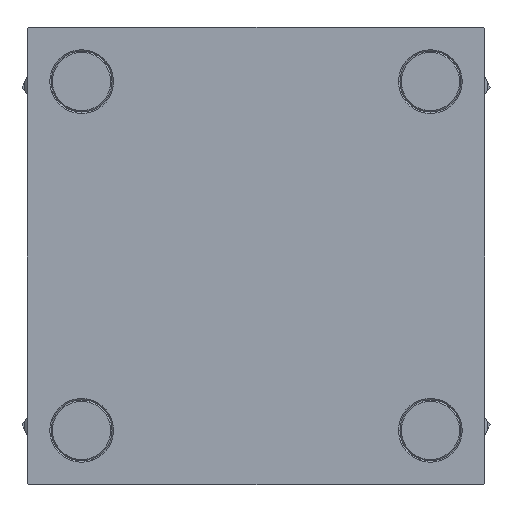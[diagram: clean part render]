
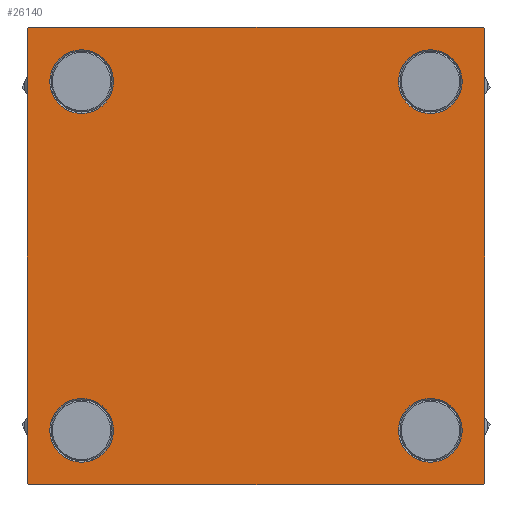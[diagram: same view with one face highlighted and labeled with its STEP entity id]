
A CAD part, left-side view. The second image highlights one B-rep face of the part: STEP entity #26140.
In plain terms, the highlighted planar face has unit normal (-1, 0, 0).
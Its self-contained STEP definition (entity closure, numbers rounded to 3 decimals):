
#97 = DIRECTION ( 'NONE',  ( 0., 0., -1. ) ) ;
#349 = CARTESIAN_POINT ( 'NONE',  ( 0., -82., -82.5 ) ) ;
#476 = ORIENTED_EDGE ( 'NONE', *, *, #9735, .T. ) ;
#566 = DIRECTION ( 'NONE',  ( 1., 0., 0. ) ) ;
#629 = CARTESIAN_POINT ( 'NONE',  ( 0., -62.95, -74.45 ) ) ;
#919 = ORIENTED_EDGE ( 'NONE', *, *, #24801, .F. ) ;
#1700 = DIRECTION ( 'NONE',  ( 0., -1., 0. ) ) ;
#2264 = CARTESIAN_POINT ( 'NONE',  ( 0., 62.95, 62.95 ) ) ;
#2293 = ORIENTED_EDGE ( 'NONE', *, *, #3855, .T. ) ;
#2437 = DIRECTION ( 'NONE',  ( 0., 0., 1. ) ) ;
#2832 = VECTOR ( 'NONE', #37510, 1000. ) ;
#3002 = CARTESIAN_POINT ( 'NONE',  ( 0., -82., 82.5 ) ) ;
#3311 = ORIENTED_EDGE ( 'NONE', *, *, #5613, .T. ) ;
#3497 = CARTESIAN_POINT ( 'NONE',  ( 0., 62.95, 51.45 ) ) ;
#3563 = VERTEX_POINT ( 'NONE', #42881 ) ;
#3855 = EDGE_CURVE ( 'NONE', #15280, #47741, #16264, .T. ) ;
#4006 = ORIENTED_EDGE ( 'NONE', *, *, #6850, .T. ) ;
#4088 = CARTESIAN_POINT ( 'NONE',  ( 0., 82.5, -82. ) ) ;
#4379 = CARTESIAN_POINT ( 'NONE',  ( 0., 82.25, -82.25 ) ) ;
#4888 = DIRECTION ( 'NONE',  ( 0., -0.707, -0.707 ) ) ;
#5060 = DIRECTION ( 'NONE',  ( 0., -0.707, 0.707 ) ) ;
#5487 = CARTESIAN_POINT ( 'NONE',  ( 0., -82.5, 82. ) ) ;
#5569 = VERTEX_POINT ( 'NONE', #50205 ) ;
#5613 = EDGE_CURVE ( 'NONE', #3563, #18370, #12688, .T. ) ;
#5791 = CARTESIAN_POINT ( 'NONE',  ( 0., -82.25, 82.25 ) ) ;
#5804 = CARTESIAN_POINT ( 'NONE',  ( 0., 82.5, 82.5 ) ) ;
#6018 = DIRECTION ( 'NONE',  ( 0., 0., -1. ) ) ;
#6289 = ORIENTED_EDGE ( 'NONE', *, *, #39654, .T. ) ;
#6385 = DIRECTION ( 'NONE',  ( 0., 0., 1. ) ) ;
#6549 = LINE ( 'NONE', #5791, #27192 ) ;
#6850 = EDGE_CURVE ( 'NONE', #23772, #11361, #11446, .T. ) ;
#7166 = VERTEX_POINT ( 'NONE', #19045 ) ;
#7961 = CIRCLE ( 'NONE', #17774, 11.5 ) ;
#8219 = DIRECTION ( 'NONE',  ( 0., 0., 1. ) ) ;
#8418 = VECTOR ( 'NONE', #5060, 1000. ) ;
#8622 = DIRECTION ( 'NONE',  ( 0., 0., 1. ) ) ;
#9124 = DIRECTION ( 'NONE',  ( 1., 0., 0. ) ) ;
#9132 = VERTEX_POINT ( 'NONE', #18376 ) ;
#9394 = VERTEX_POINT ( 'NONE', #3497 ) ;
#9453 = CIRCLE ( 'NONE', #41236, 11.5 ) ;
#9735 = EDGE_CURVE ( 'NONE', #36036, #3563, #47233, .T. ) ;
#10322 = CIRCLE ( 'NONE', #33959, 11.5 ) ;
#10346 = FACE_BOUND ( 'NONE', #19846, .T. ) ;
#10461 = ORIENTED_EDGE ( 'NONE', *, *, #18939, .T. ) ;
#10593 = FACE_BOUND ( 'NONE', #36153, .T. ) ;
#10867 = CIRCLE ( 'NONE', #32049, 11.5 ) ;
#11361 = VERTEX_POINT ( 'NONE', #629 ) ;
#11446 = CIRCLE ( 'NONE', #45634, 11.5 ) ;
#11736 = EDGE_CURVE ( 'NONE', #20305, #9394, #41735, .T. ) ;
#12688 = LINE ( 'NONE', #47623, #30135 ) ;
#12914 = DIRECTION ( 'NONE',  ( 1., 0., 0. ) ) ;
#13236 = AXIS2_PLACEMENT_3D ( 'NONE', #43153, #566, #8219 ) ;
#14007 = DIRECTION ( 'NONE',  ( 1., 0., 0. ) ) ;
#14213 = DIRECTION ( 'NONE',  ( 0., -1., 0. ) ) ;
#14431 = FACE_OUTER_BOUND ( 'NONE', #36795, .T. ) ;
#15280 = VERTEX_POINT ( 'NONE', #15900 ) ;
#15900 = CARTESIAN_POINT ( 'NONE',  ( 0., 62.95, -74.45 ) ) ;
#16264 = CIRCLE ( 'NONE', #26027, 11.5 ) ;
#17535 = EDGE_LOOP ( 'NONE', ( #32741, #22151 ) ) ;
#17774 = AXIS2_PLACEMENT_3D ( 'NONE', #22978, #33967, #49774 ) ;
#18114 = ORIENTED_EDGE ( 'NONE', *, *, #18274, .T. ) ;
#18228 = EDGE_CURVE ( 'NONE', #5569, #36036, #42943, .T. ) ;
#18274 = EDGE_CURVE ( 'NONE', #47741, #15280, #10867, .T. ) ;
#18366 = AXIS2_PLACEMENT_3D ( 'NONE', #2264, #14007, #28541 ) ;
#18370 = VERTEX_POINT ( 'NONE', #349 ) ;
#18376 = CARTESIAN_POINT ( 'NONE',  ( 0., -62.95, 74.45 ) ) ;
#18885 = VECTOR ( 'NONE', #4888, 1000. ) ;
#18939 = EDGE_CURVE ( 'NONE', #18370, #34683, #39486, .T. ) ;
#19045 = CARTESIAN_POINT ( 'NONE',  ( 0., 82., 82.5 ) ) ;
#19209 = CARTESIAN_POINT ( 'NONE',  ( 0., 62.95, 74.45 ) ) ;
#19781 = EDGE_CURVE ( 'NONE', #23088, #38442, #6549, .T. ) ;
#19846 = EDGE_LOOP ( 'NONE', ( #18114, #2293 ) ) ;
#20305 = VERTEX_POINT ( 'NONE', #19209 ) ;
#21359 = ORIENTED_EDGE ( 'NONE', *, *, #37409, .F. ) ;
#22074 = FACE_BOUND ( 'NONE', #46891, .T. ) ;
#22151 = ORIENTED_EDGE ( 'NONE', *, *, #22466, .T. ) ;
#22466 = EDGE_CURVE ( 'NONE', #9394, #20305, #37067, .T. ) ;
#22576 = DIRECTION ( 'NONE',  ( 1., 0., 0. ) ) ;
#22978 = CARTESIAN_POINT ( 'NONE',  ( 0., -62.95, 62.95 ) ) ;
#23088 = VERTEX_POINT ( 'NONE', #5487 ) ;
#23772 = VERTEX_POINT ( 'NONE', #48462 ) ;
#24801 = EDGE_CURVE ( 'NONE', #7166, #38442, #48914, .T. ) ;
#26025 = CARTESIAN_POINT ( 'NONE',  ( 0., 62.95, -51.45 ) ) ;
#26027 = AXIS2_PLACEMENT_3D ( 'NONE', #48632, #29728, #2437 ) ;
#26034 = EDGE_CURVE ( 'NONE', #39301, #9132, #10322, .T. ) ;
#26140 = ADVANCED_FACE ( 'NONE', ( #10593, #22074, #10346, #33313, #14431 ), #40940, .T. ) ;
#26149 = CARTESIAN_POINT ( 'NONE',  ( 0., 0., 0. ) ) ;
#27192 = VECTOR ( 'NONE', #40965, 1000. ) ;
#28510 = CARTESIAN_POINT ( 'NONE',  ( 0., -62.95, -62.95 ) ) ;
#28541 = DIRECTION ( 'NONE',  ( 0., 0., 1. ) ) ;
#29115 = LINE ( 'NONE', #40575, #2832 ) ;
#29728 = DIRECTION ( 'NONE',  ( 1., 0., 0. ) ) ;
#29858 = ORIENTED_EDGE ( 'NONE', *, *, #50413, .T. ) ;
#30135 = VECTOR ( 'NONE', #1700, 1000. ) ;
#30329 = DIRECTION ( 'NONE',  ( 1., 0., 0. ) ) ;
#30408 = VECTOR ( 'NONE', #97, 1000. ) ;
#31665 = ORIENTED_EDGE ( 'NONE', *, *, #46641, .T. ) ;
#32035 = DIRECTION ( 'NONE',  ( 0., 0., 1. ) ) ;
#32049 = AXIS2_PLACEMENT_3D ( 'NONE', #38364, #22576, #38123 ) ;
#32741 = ORIENTED_EDGE ( 'NONE', *, *, #11736, .T. ) ;
#33313 = FACE_BOUND ( 'NONE', #17535, .T. ) ;
#33559 = DIRECTION ( 'NONE',  ( -1., 0., 0. ) ) ;
#33880 = ORIENTED_EDGE ( 'NONE', *, *, #19781, .T. ) ;
#33959 = AXIS2_PLACEMENT_3D ( 'NONE', #48626, #12914, #32035 ) ;
#33967 = DIRECTION ( 'NONE',  ( 1., 0., 0. ) ) ;
#34500 = ORIENTED_EDGE ( 'NONE', *, *, #26034, .T. ) ;
#34683 = VERTEX_POINT ( 'NONE', #46545 ) ;
#36036 = VERTEX_POINT ( 'NONE', #4088 ) ;
#36138 = VECTOR ( 'NONE', #6018, 1000. ) ;
#36153 = EDGE_LOOP ( 'NONE', ( #29858, #34500 ) ) ;
#36483 = ORIENTED_EDGE ( 'NONE', *, *, #18228, .T. ) ;
#36795 = EDGE_LOOP ( 'NONE', ( #36483, #476, #3311, #10461, #21359, #33880, #919, #6289 ) ) ;
#37067 = CIRCLE ( 'NONE', #18366, 11.5 ) ;
#37409 = EDGE_CURVE ( 'NONE', #23088, #34683, #44515, .T. ) ;
#37510 = DIRECTION ( 'NONE',  ( 0., 0.707, -0.707 ) ) ;
#38123 = DIRECTION ( 'NONE',  ( 0., 0., 1. ) ) ;
#38364 = CARTESIAN_POINT ( 'NONE',  ( 0., 62.95, -62.95 ) ) ;
#38442 = VERTEX_POINT ( 'NONE', #3002 ) ;
#39301 = VERTEX_POINT ( 'NONE', #42962 ) ;
#39486 = LINE ( 'NONE', #43315, #8418 ) ;
#39654 = EDGE_CURVE ( 'NONE', #7166, #5569, #29115, .T. ) ;
#40575 = CARTESIAN_POINT ( 'NONE',  ( 0., 82.25, 82.25 ) ) ;
#40938 = CARTESIAN_POINT ( 'NONE',  ( 0., -82.5, 82.5 ) ) ;
#40940 = PLANE ( 'NONE',  #44534 ) ;
#40965 = DIRECTION ( 'NONE',  ( 0., 0.707, 0.707 ) ) ;
#41236 = AXIS2_PLACEMENT_3D ( 'NONE', #28510, #9124, #8622 ) ;
#41697 = DIRECTION ( 'NONE',  ( 0., 0., 1. ) ) ;
#41735 = CIRCLE ( 'NONE', #13236, 11.5 ) ;
#42881 = CARTESIAN_POINT ( 'NONE',  ( 0., 82., -82.5 ) ) ;
#42943 = LINE ( 'NONE', #46766, #30408 ) ;
#42962 = CARTESIAN_POINT ( 'NONE',  ( 0., -62.95, 51.45 ) ) ;
#43153 = CARTESIAN_POINT ( 'NONE',  ( 0., 62.95, 62.95 ) ) ;
#43315 = CARTESIAN_POINT ( 'NONE',  ( 0., -82.25, -82.25 ) ) ;
#44515 = LINE ( 'NONE', #40938, #36138 ) ;
#44534 = AXIS2_PLACEMENT_3D ( 'NONE', #26149, #33559, #41697 ) ;
#45634 = AXIS2_PLACEMENT_3D ( 'NONE', #45637, #30329, #6385 ) ;
#45637 = CARTESIAN_POINT ( 'NONE',  ( 0., -62.95, -62.95 ) ) ;
#46545 = CARTESIAN_POINT ( 'NONE',  ( 0., -82.5, -82. ) ) ;
#46641 = EDGE_CURVE ( 'NONE', #11361, #23772, #9453, .T. ) ;
#46766 = CARTESIAN_POINT ( 'NONE',  ( 0., 82.5, 82.5 ) ) ;
#46891 = EDGE_LOOP ( 'NONE', ( #4006, #31665 ) ) ;
#47233 = LINE ( 'NONE', #4379, #18885 ) ;
#47623 = CARTESIAN_POINT ( 'NONE',  ( 0., 82.5, -82.5 ) ) ;
#47741 = VERTEX_POINT ( 'NONE', #26025 ) ;
#48462 = CARTESIAN_POINT ( 'NONE',  ( 0., -62.95, -51.45 ) ) ;
#48626 = CARTESIAN_POINT ( 'NONE',  ( 0., -62.95, 62.95 ) ) ;
#48632 = CARTESIAN_POINT ( 'NONE',  ( 0., 62.95, -62.95 ) ) ;
#48914 = LINE ( 'NONE', #5804, #49413 ) ;
#49413 = VECTOR ( 'NONE', #14213, 1000. ) ;
#49774 = DIRECTION ( 'NONE',  ( 0., 0., 1. ) ) ;
#50205 = CARTESIAN_POINT ( 'NONE',  ( 0., 82.5, 82. ) ) ;
#50413 = EDGE_CURVE ( 'NONE', #9132, #39301, #7961, .T. ) ;
